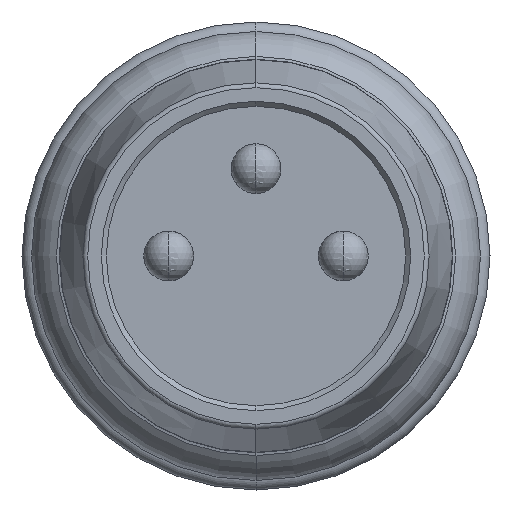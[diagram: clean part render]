
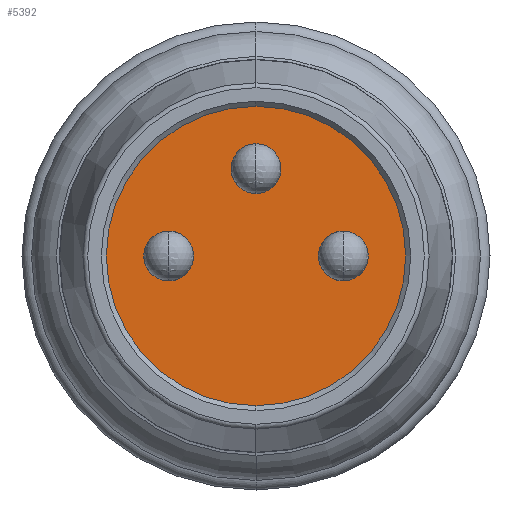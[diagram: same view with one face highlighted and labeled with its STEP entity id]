
A CAD part, left-side view. The second image highlights one B-rep face of the part: STEP entity #5392.
In plain terms, the highlighted planar face has unit normal (-1, 0, 0).
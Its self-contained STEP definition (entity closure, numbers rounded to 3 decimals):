
#4344=CARTESIAN_POINT('',(-1.5,0.0,3.));
#4345=VERTEX_POINT('',#4344);
#4354=CARTESIAN_POINT('',(-1.5,0.,-3.));
#4355=VERTEX_POINT('',#4354);
#4356=CARTESIAN_POINT('',(-1.5,0.0,0.0));
#4357=DIRECTION('',(-1.0,0.0,0.0));
#4358=DIRECTION('',(0.0,0.0,1.0));
#4359=AXIS2_PLACEMENT_3D('',#4356,#4357,#4358);
#4360=CIRCLE('',#4359,3.);
#4361=EDGE_CURVE('',#4355,#4345,#4360,.T.);
#4764=CARTESIAN_POINT('',(-1.5,0.5,1.75));
#4765=VERTEX_POINT('',#4764);
#4774=CARTESIAN_POINT('',(-1.5,-0.5,1.75));
#4775=VERTEX_POINT('',#4774);
#4776=CARTESIAN_POINT('',(-1.5,0.0,1.75));
#4777=DIRECTION('',(1.0,0.0,0.0));
#4778=DIRECTION('',(0.0,1.0,0.0));
#4779=AXIS2_PLACEMENT_3D('',#4776,#4777,#4778);
#4780=CIRCLE('',#4779,0.5);
#4781=EDGE_CURVE('',#4775,#4765,#4780,.T.);
#4840=CARTESIAN_POINT('',(-1.5,2.25,0.));
#4841=VERTEX_POINT('',#4840);
#4850=CARTESIAN_POINT('',(-1.5,1.25,0.));
#4851=VERTEX_POINT('',#4850);
#4852=CARTESIAN_POINT('',(-1.5,1.75,0.0));
#4853=DIRECTION('',(1.0,0.0,0.0));
#4854=DIRECTION('',(0.0,1.0,0.0));
#4855=AXIS2_PLACEMENT_3D('',#4852,#4853,#4854);
#4856=CIRCLE('',#4855,0.5);
#4857=EDGE_CURVE('',#4851,#4841,#4856,.T.);
#4916=CARTESIAN_POINT('',(-1.5,-1.25,0.));
#4917=VERTEX_POINT('',#4916);
#4926=CARTESIAN_POINT('',(-1.5,-2.25,0.));
#4927=VERTEX_POINT('',#4926);
#4928=CARTESIAN_POINT('',(-1.5,-1.75,0.0));
#4929=DIRECTION('',(1.0,0.0,0.0));
#4930=DIRECTION('',(0.0,1.0,0.0));
#4931=AXIS2_PLACEMENT_3D('',#4928,#4929,#4930);
#4932=CIRCLE('',#4931,0.5);
#4933=EDGE_CURVE('',#4927,#4917,#4932,.T.);
#5013=CARTESIAN_POINT('',(-1.5,-1.75,0.0));
#5014=DIRECTION('',(1.0,0.0,0.0));
#5015=DIRECTION('',(0.0,1.0,0.0));
#5016=AXIS2_PLACEMENT_3D('',#5013,#5014,#5015);
#5017=CIRCLE('',#5016,0.5);
#5018=EDGE_CURVE('',#4917,#4927,#5017,.T.);
#5049=CARTESIAN_POINT('',(-1.5,1.75,0.0));
#5050=DIRECTION('',(1.0,0.0,0.0));
#5051=DIRECTION('',(0.0,1.0,0.0));
#5052=AXIS2_PLACEMENT_3D('',#5049,#5050,#5051);
#5053=CIRCLE('',#5052,0.5);
#5054=EDGE_CURVE('',#4841,#4851,#5053,.T.);
#5085=CARTESIAN_POINT('',(-1.5,0.0,1.75));
#5086=DIRECTION('',(1.0,0.0,0.0));
#5087=DIRECTION('',(0.0,1.0,0.0));
#5088=AXIS2_PLACEMENT_3D('',#5085,#5086,#5087);
#5089=CIRCLE('',#5088,0.5);
#5090=EDGE_CURVE('',#4765,#4775,#5089,.T.);
#5361=CARTESIAN_POINT('',(-1.5,0.0,0.0));
#5362=DIRECTION('',(-1.0,0.0,0.0));
#5363=DIRECTION('',(0.0,0.0,1.0));
#5364=AXIS2_PLACEMENT_3D('',#5361,#5362,#5363);
#5365=CIRCLE('',#5364,3.);
#5366=EDGE_CURVE('',#4345,#4355,#5365,.T.);
#5371=CARTESIAN_POINT('',(-1.5,0.0,1.5));
#5372=DIRECTION('',(-1.0,0.0,0.0));
#5373=DIRECTION('',(0.0,0.0,1.0));
#5374=AXIS2_PLACEMENT_3D('',#5371,#5372,#5373);
#5375=PLANE('',#5374);
#5376=ORIENTED_EDGE('',*,*,#5366,.T.);
#5377=ORIENTED_EDGE('',*,*,#4361,.T.);
#5378=EDGE_LOOP('',(#5376,#5377));
#5379=FACE_OUTER_BOUND('',#5378,.T.);
#5380=ORIENTED_EDGE('',*,*,#4857,.T.);
#5381=ORIENTED_EDGE('',*,*,#5054,.T.);
#5382=EDGE_LOOP('',(#5380,#5381));
#5383=FACE_BOUND('',#5382,.T.);
#5384=ORIENTED_EDGE('',*,*,#4781,.T.);
#5385=ORIENTED_EDGE('',*,*,#5090,.T.);
#5386=EDGE_LOOP('',(#5384,#5385));
#5387=FACE_BOUND('',#5386,.T.);
#5388=ORIENTED_EDGE('',*,*,#4933,.T.);
#5389=ORIENTED_EDGE('',*,*,#5018,.T.);
#5390=EDGE_LOOP('',(#5388,#5389));
#5391=FACE_BOUND('',#5390,.T.);
#5392=ADVANCED_FACE('',(#5379,#5383,#5387,#5391),#5375,.T.);
